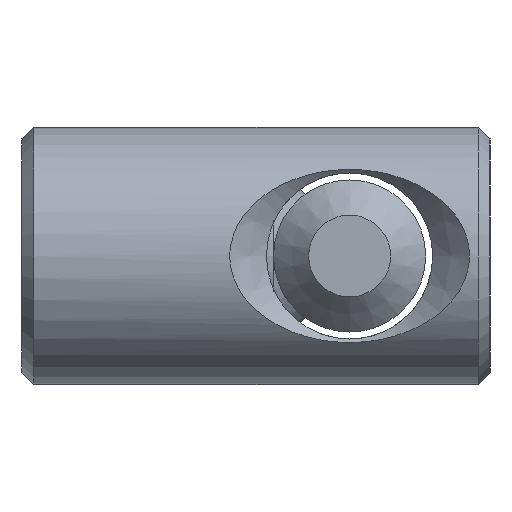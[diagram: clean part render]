
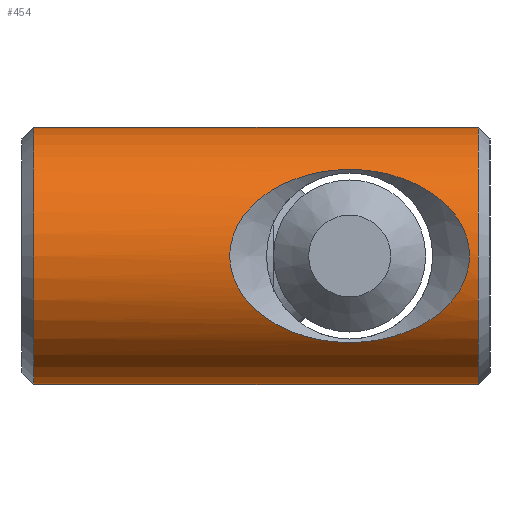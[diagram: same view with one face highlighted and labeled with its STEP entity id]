
A CAD part, left-side view. The second image highlights one B-rep face of the part: STEP entity #454.
In plain terms, the highlighted cylindrical face has radius 5.5 mm (diameter 11 mm), a full revolution.
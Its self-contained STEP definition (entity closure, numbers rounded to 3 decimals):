
#111=B_SPLINE_CURVE_WITH_KNOTS('',3,(#831,#832,#833,#834,#835,#836,#837,
#838,#839,#840,#841,#842,#843,#844,#845,#846,#847,#848,#849),
 .UNSPECIFIED.,.T.,.F.,(1,1,1,1,1,1,1,1,1,1,1,1,1,1,1,1,1,1,1,1,1,1,1),
(-0.005,-0.004,-0.002,0.,0.002,
0.004,0.005,0.007,0.009,
0.011,0.012,0.014,0.016,
0.018,0.02,0.021,0.023,
0.025,0.027,0.028,0.03,
0.032,0.034),.UNSPECIFIED.);
#112=B_SPLINE_CURVE_WITH_KNOTS('',3,(#853,#854,#855,#856,#857,#858,#859,
#860,#861,#862,#863,#864,#865,#866,#867,#868,#869,#870,#871),
 .UNSPECIFIED.,.T.,.F.,(1,1,1,1,1,1,1,1,1,1,1,1,1,1,1,1,1,1,1,1,1,1,1),
(-0.005,-0.004,-0.002,0.,0.002,
0.004,0.005,0.007,0.009,
0.011,0.012,0.014,0.016,
0.018,0.019,0.021,0.023,
0.025,0.027,0.028,0.03,
0.032,0.034),.UNSPECIFIED.);
#140=ORIENTED_EDGE('',*,*,#218,.F.);
#141=ORIENTED_EDGE('',*,*,#219,.F.);
#142=ORIENTED_EDGE('',*,*,#220,.T.);
#143=ORIENTED_EDGE('',*,*,#221,.F.);
#218=EDGE_CURVE('',#263,#263,#299,.T.);
#219=EDGE_CURVE('',#264,#264,#111,.T.);
#220=EDGE_CURVE('',#265,#265,#300,.T.);
#221=EDGE_CURVE('',#266,#266,#112,.T.);
#263=VERTEX_POINT('',#830);
#264=VERTEX_POINT('',#850);
#265=VERTEX_POINT('',#852);
#266=VERTEX_POINT('',#872);
#299=CIRCLE('',#541,5.5);
#300=CIRCLE('',#542,5.5);
#336=EDGE_LOOP('',(#140));
#337=EDGE_LOOP('',(#141));
#338=EDGE_LOOP('',(#142));
#339=EDGE_LOOP('',(#143));
#398=FACE_BOUND('',#336,.T.);
#399=FACE_BOUND('',#337,.T.);
#400=FACE_BOUND('',#338,.T.);
#401=FACE_BOUND('',#339,.T.);
#437=CYLINDRICAL_SURFACE('',#540,5.5);
#454=ADVANCED_FACE('',(#398,#399,#400,#401),#437,.T.);
#540=AXIS2_PLACEMENT_3D('',#828,#631,#632);
#541=AXIS2_PLACEMENT_3D('',#829,#633,#634);
#542=AXIS2_PLACEMENT_3D('',#851,#635,#636);
#631=DIRECTION('',(0.,-1.,0.));
#632=DIRECTION('',(0.,0.,-1.));
#633=DIRECTION('',(0.,-1.,0.));
#634=DIRECTION('',(0.,0.,-1.));
#635=DIRECTION('',(0.,-1.,0.));
#636=DIRECTION('',(0.,0.,-1.));
#828=CARTESIAN_POINT('',(0.,0.,0.));
#829=CARTESIAN_POINT('',(0.,0.5,0.));
#830=CARTESIAN_POINT('',(0.,0.5,-5.5));
#831=CARTESIAN_POINT('',(5.295,1.291,-1.74));
#832=CARTESIAN_POINT('',(4.725,2.607,-2.874));
#833=CARTESIAN_POINT('',(4.223,4.195,-3.539));
#834=CARTESIAN_POINT('',(4.,5.968,-3.772));
#835=CARTESIAN_POINT('',(4.21,7.753,-3.554));
#836=CARTESIAN_POINT('',(4.709,9.351,-2.898));
#837=CARTESIAN_POINT('',(5.277,10.673,-1.784));
#838=CARTESIAN_POINT('',(5.607,11.342,-0.033));
#839=CARTESIAN_POINT('',(5.294,10.707,1.742));
#840=CARTESIAN_POINT('',(4.727,9.398,2.87));
#841=CARTESIAN_POINT('',(4.223,7.806,3.54));
#842=CARTESIAN_POINT('',(4.,6.027,3.772));
#843=CARTESIAN_POINT('',(4.21,4.248,3.554));
#844=CARTESIAN_POINT('',(4.711,2.645,2.896));
#845=CARTESIAN_POINT('',(5.278,1.328,1.784));
#846=CARTESIAN_POINT('',(5.607,0.658,0.031));
#847=CARTESIAN_POINT('',(5.295,1.291,-1.74));
#848=CARTESIAN_POINT('',(4.725,2.607,-2.874));
#849=CARTESIAN_POINT('',(4.223,4.195,-3.539));
#850=CARTESIAN_POINT('',(4.737,2.652,-2.795));
#851=CARTESIAN_POINT('',(0.,19.5,0.));
#852=CARTESIAN_POINT('',(0.,19.5,-5.5));
#853=CARTESIAN_POINT('',(-4.22,4.206,-3.543));
#854=CARTESIAN_POINT('',(-4.727,2.602,-2.871));
#855=CARTESIAN_POINT('',(-5.291,1.3,-1.747));
#856=CARTESIAN_POINT('',(-5.607,0.658,0.013));
#857=CARTESIAN_POINT('',(-5.281,1.32,1.776));
#858=CARTESIAN_POINT('',(-4.714,2.637,2.891));
#859=CARTESIAN_POINT('',(-4.213,4.235,3.55));
#860=CARTESIAN_POINT('',(-4.,6.016,3.772));
#861=CARTESIAN_POINT('',(-4.22,7.794,3.543));
#862=CARTESIAN_POINT('',(-4.724,9.391,2.875));
#863=CARTESIAN_POINT('',(-5.291,10.7,1.749));
#864=CARTESIAN_POINT('',(-5.607,11.343,-0.018));
#865=CARTESIAN_POINT('',(-5.28,10.678,-1.777));
#866=CARTESIAN_POINT('',(-4.714,9.364,-2.89));
#867=CARTESIAN_POINT('',(-4.213,7.764,-3.551));
#868=CARTESIAN_POINT('',(-4.,5.983,-3.772));
#869=CARTESIAN_POINT('',(-4.22,4.206,-3.543));
#870=CARTESIAN_POINT('',(-4.727,2.602,-2.871));
#871=CARTESIAN_POINT('',(-5.291,1.3,-1.747));
#872=CARTESIAN_POINT('',(-4.737,2.652,-2.795));
